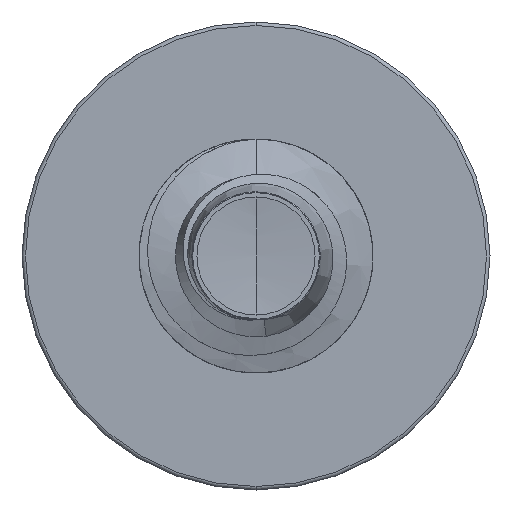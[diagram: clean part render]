
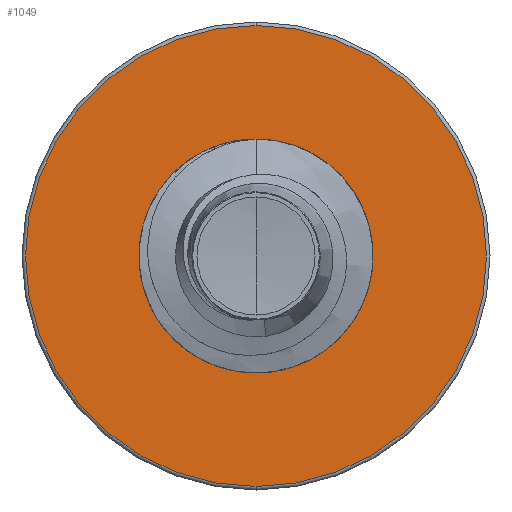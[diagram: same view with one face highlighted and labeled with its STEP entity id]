
A CAD part, front view. The second image highlights one B-rep face of the part: STEP entity #1049.
In plain terms, the highlighted planar face has unit normal (0, -1, 0).
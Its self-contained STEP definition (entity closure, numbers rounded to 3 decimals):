
#545 = EDGE_LOOP ( 'NONE', ( #4807, #18624 ) ) ;
#887 = DIRECTION ( 'NONE',  ( 0., 0., 1. ) ) ;
#900 = DIRECTION ( 'NONE',  ( 0., 1., 0. ) ) ;
#930 = CARTESIAN_POINT ( 'NONE',  ( 0., 11., 0. ) ) ;
#1049 = ADVANCED_FACE ( 'NONE', ( #16250, #13241 ), #9716, .F. ) ;
#1159 = CARTESIAN_POINT ( 'NONE',  ( 0., 11., -3.447 ) ) ;
#2216 = VERTEX_POINT ( 'NONE', #3103 ) ;
#3103 = CARTESIAN_POINT ( 'NONE',  ( 0., 11., 1.722 ) ) ;
#4003 = AXIS2_PLACEMENT_3D ( 'NONE', #17266, #9973, #18070 ) ;
#4314 = DIRECTION ( 'NONE',  ( 0., 1., 0. ) ) ;
#4807 = ORIENTED_EDGE ( 'NONE', *, *, #10836, .F. ) ;
#4866 = EDGE_CURVE ( 'NONE', #5977, #13856, #7016, .T. ) ;
#4943 = AXIS2_PLACEMENT_3D ( 'NONE', #12488, #12463, #12450 ) ;
#5247 = AXIS2_PLACEMENT_3D ( 'NONE', #930, #900, #887 ) ;
#5357 = ORIENTED_EDGE ( 'NONE', *, *, #6111, .T. ) ;
#5977 = VERTEX_POINT ( 'NONE', #1159 ) ;
#6111 = EDGE_CURVE ( 'NONE', #2216, #18251, #11140, .T. ) ;
#7016 = CIRCLE ( 'NONE', #4943, 3.448 ) ;
#7325 = CARTESIAN_POINT ( 'NONE',  ( 0., 11., -1.722 ) ) ;
#7349 = CARTESIAN_POINT ( 'NONE',  ( 0., 11., -1.722 ) ) ;
#7862 = DIRECTION ( 'NONE',  ( 0., 0., 1. ) ) ;
#8014 = DIRECTION ( 'NONE',  ( 0., 1., 0. ) ) ;
#9376 = CARTESIAN_POINT ( 'NONE',  ( 0., 11., 3.448 ) ) ;
#9716 = PLANE ( 'NONE',  #18148 ) ;
#9973 = DIRECTION ( 'NONE',  ( 0., 1., 0. ) ) ;
#10041 = ORIENTED_EDGE ( 'NONE', *, *, #15268, .T. ) ;
#10836 = EDGE_CURVE ( 'NONE', #13856, #5977, #12246, .T. ) ;
#11140 = CIRCLE ( 'NONE', #5247, 1.722 ) ;
#11371 = EDGE_LOOP ( 'NONE', ( #5357, #10041 ) ) ;
#12246 = CIRCLE ( 'NONE', #4003, 3.448 ) ;
#12450 = DIRECTION ( 'NONE',  ( 0., 0., 1. ) ) ;
#12463 = DIRECTION ( 'NONE',  ( 0., 1., 0. ) ) ;
#12488 = CARTESIAN_POINT ( 'NONE',  ( 0., 11., 0. ) ) ;
#13241 = FACE_BOUND ( 'NONE', #11371, .T. ) ;
#13856 = VERTEX_POINT ( 'NONE', #9376 ) ;
#14027 = AXIS2_PLACEMENT_3D ( 'NONE', #14050, #4314, #15178 ) ;
#14050 = CARTESIAN_POINT ( 'NONE',  ( 0., 11., 0. ) ) ;
#15178 = DIRECTION ( 'NONE',  ( 0., 0., 1. ) ) ;
#15268 = EDGE_CURVE ( 'NONE', #18251, #2216, #16728, .T. ) ;
#16250 = FACE_OUTER_BOUND ( 'NONE', #545, .T. ) ;
#16728 = CIRCLE ( 'NONE', #14027, 1.722 ) ;
#17266 = CARTESIAN_POINT ( 'NONE',  ( 0., 11., 0. ) ) ;
#18070 = DIRECTION ( 'NONE',  ( 0., 0., 1. ) ) ;
#18148 = AXIS2_PLACEMENT_3D ( 'NONE', #7325, #8014, #7862 ) ;
#18251 = VERTEX_POINT ( 'NONE', #7349 ) ;
#18624 = ORIENTED_EDGE ( 'NONE', *, *, #4866, .F. ) ;
